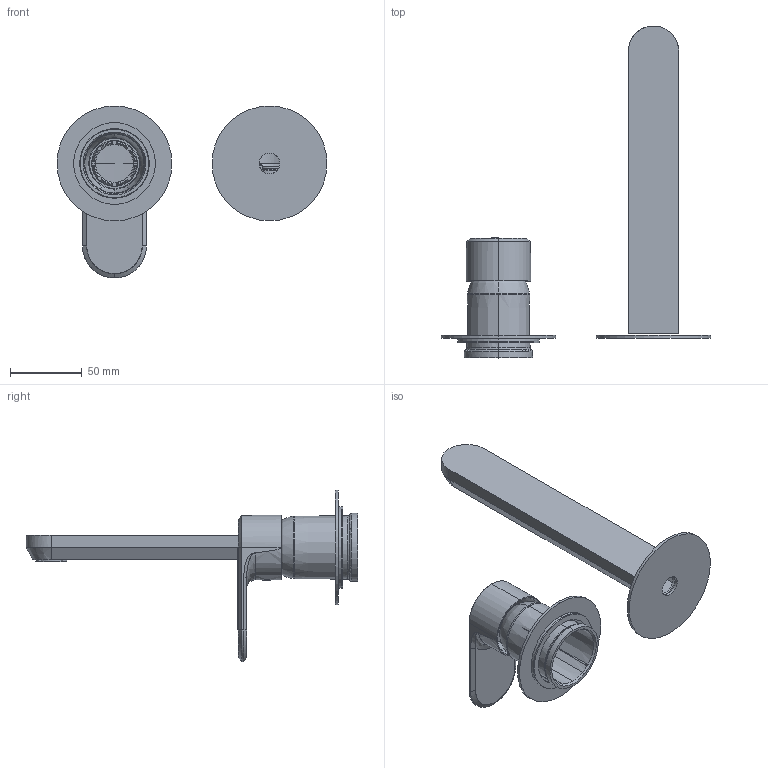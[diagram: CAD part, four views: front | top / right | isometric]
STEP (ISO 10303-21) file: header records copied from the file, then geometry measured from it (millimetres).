
FILE_DESCRIPTION(('CATIA V5 STEP Exchange','CAx-IF Rec.Pracs.--- Model Styling and Organization---1.5--- 2016-08-15','CAx-IF Rec.Pracs.---Supplemental Geometry---1.0---2011-11-01','CAx-IF Rec.Pracs.--- Composite Materials ---3.4---2017-06-13','CAx-IF Rec.Pracs.---Tessellated 3D Geometry---1.0---2015-12-17'),'2;1');
FILE_NAME('LV005516.stp','2025-06-24T12:42:05+00:00',('none'),('none'),'CATIA Version 5-6 Release 2020 SP3','CATIA V5 STEP AP242 v2','none');
FILE_SCHEMA(('AP242_MANAGED_MODEL_BASED_3D_ENGINEERING_MIM_LF {1 0 10303 442 1 1 4}'));
Length unit declared in the file: millimetre
Products named in the file (1): LV005516
Bounding box: 188 x 231.2 x 119.77 mm (x, y, z)
Volume: 32024.6 mm3; surface area: 75587.4 mm2
Topology: 8 solids, 79 shells, 1072 faces, 2990 edges, 2090 vertices
Faces by surface type: plane 734, cone 112, cylinder 108, torus 62, bspline 38, sphere 12, revolution 6
Entity records: 34431 total; most frequent: CARTESIAN_POINT 9544, ORIENTED_EDGE 5595, DIRECTION 3229, EDGE_CURVE 2974, VERTEX_POINT 2090, VECTOR 2013, LINE 2013, EDGE_LOOP 1192
